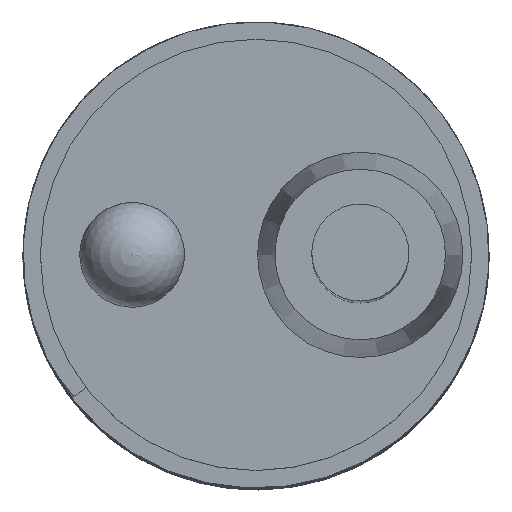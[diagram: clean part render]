
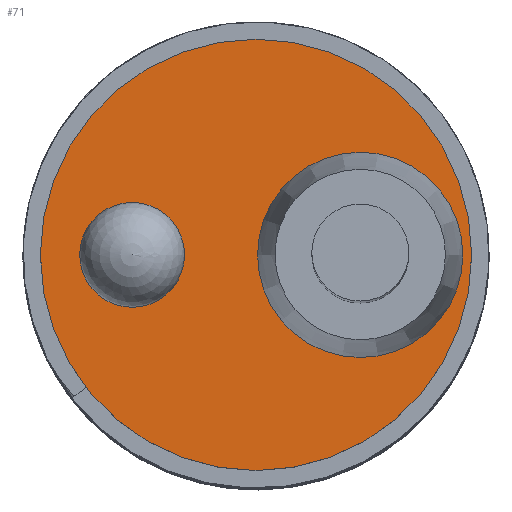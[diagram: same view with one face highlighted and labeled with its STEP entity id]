
A CAD part, top view. The second image highlights one B-rep face of the part: STEP entity #71.
In plain terms, the highlighted planar face has unit normal (0, 0, 1).
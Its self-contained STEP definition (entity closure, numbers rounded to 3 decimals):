
#71=ADVANCED_FACE('',(#107,#108,#109),#83,.T.);
#83=PLANE('',#276);
#107=FACE_BOUND('',#130,.T.);
#108=FACE_BOUND('',#131,.T.);
#109=FACE_BOUND('',#132,.T.);
#130=EDGE_LOOP('',(#184));
#131=EDGE_LOOP('',(#185));
#132=EDGE_LOOP('',(#186));
#184=ORIENTED_EDGE('',*,*,#238,.F.);
#185=ORIENTED_EDGE('',*,*,#239,.F.);
#186=ORIENTED_EDGE('',*,*,#240,.F.);
#211=VERTEX_POINT('',#6333);
#212=VERTEX_POINT('',#6335);
#213=VERTEX_POINT('',#6337);
#238=EDGE_CURVE('',#211,#211,#251,.T.);
#239=EDGE_CURVE('',#212,#212,#252,.T.);
#240=EDGE_CURVE('',#213,#213,#253,.T.);
#251=CIRCLE('',#273,3.915);
#252=CIRCLE('',#274,2.);
#253=CIRCLE('',#275,8.225);
#273=AXIS2_PLACEMENT_3D('',#6332,#321,#322);
#274=AXIS2_PLACEMENT_3D('',#6334,#323,#324);
#275=AXIS2_PLACEMENT_3D('',#6336,#325,#326);
#276=AXIS2_PLACEMENT_3D('',#6338,#327,#328);
#321=DIRECTION('',(0.,0.,1.));
#322=DIRECTION('',(-1.,0.,0.));
#323=DIRECTION('',(0.,0.,1.));
#324=DIRECTION('',(1.,0.,0.));
#325=DIRECTION('',(0.,0.,-1.));
#326=DIRECTION('',(1.,0.,0.));
#327=DIRECTION('',(0.,0.,1.));
#328=DIRECTION('',(1.,0.,0.));
#6332=CARTESIAN_POINT('',(706.962,-67.721,88.166));
#6333=CARTESIAN_POINT('',(703.047,-67.721,88.166));
#6334=CARTESIAN_POINT('',(698.262,-67.721,88.166));
#6335=CARTESIAN_POINT('',(700.262,-67.721,88.166));
#6336=CARTESIAN_POINT('',(702.987,-67.721,88.166));
#6337=CARTESIAN_POINT('',(711.212,-67.721,88.166));
#6338=CARTESIAN_POINT('',(702.987,-67.721,88.166));
